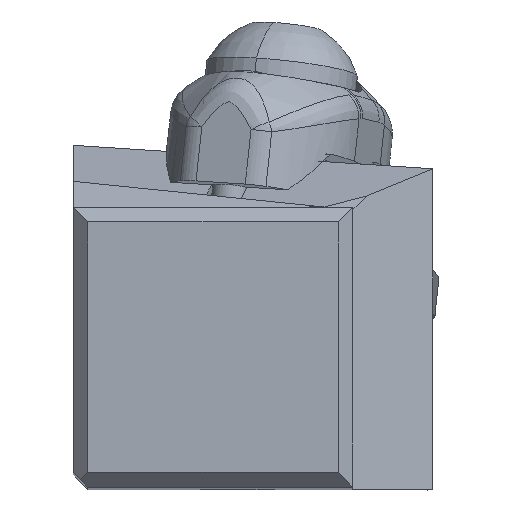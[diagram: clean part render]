
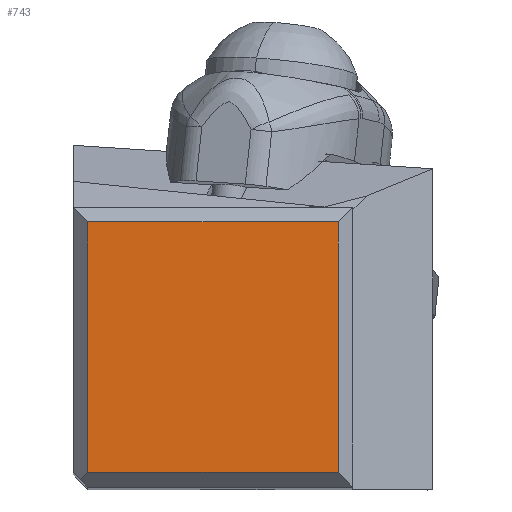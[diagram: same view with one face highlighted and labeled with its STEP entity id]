
A CAD part, top view. The second image highlights one B-rep face of the part: STEP entity #743.
In plain terms, the highlighted planar face has unit normal (0, 0, 1).
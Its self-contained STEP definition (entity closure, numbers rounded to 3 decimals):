
#484=FACE_OUTER_BOUND('',#1134,.T.);
#743=ADVANCED_FACE('',(#484),#997,.T.);
#997=PLANE('',#4869);
#1134=EDGE_LOOP('',(#1837,#1838,#1839,#1840));
#1837=ORIENTED_EDGE('',*,*,#3564,.F.);
#1838=ORIENTED_EDGE('',*,*,#3568,.T.);
#1839=ORIENTED_EDGE('',*,*,#3454,.F.);
#1840=ORIENTED_EDGE('',*,*,#3567,.F.);
#3010=VERTEX_POINT('',#6538);
#3011=VERTEX_POINT('',#6540);
#3082=VERTEX_POINT('',#6769);
#3083=VERTEX_POINT('',#6771);
#3454=EDGE_CURVE('',#3010,#3011,#4146,.T.);
#3564=EDGE_CURVE('',#3082,#3083,#4221,.T.);
#3567=EDGE_CURVE('',#3083,#3010,#4224,.T.);
#3568=EDGE_CURVE('',#3082,#3011,#4225,.T.);
#4146=LINE('',#6539,#4405);
#4221=LINE('',#6770,#4480);
#4224=LINE('',#6775,#4483);
#4225=LINE('',#6777,#4484);
#4405=VECTOR('',#5321,1.);
#4480=VECTOR('',#5532,1.);
#4483=VECTOR('',#5537,1.);
#4484=VECTOR('',#5540,1.);
#4869=AXIS2_PLACEMENT_3D('',#6778,#5541,#5542);
#5321=DIRECTION('',(-1.,0.,0.));
#5532=DIRECTION('',(1.,0.,0.));
#5537=DIRECTION('',(0.,-1.,0.));
#5540=DIRECTION('',(0.,-1.,0.));
#5541=DIRECTION('',(0.,0.,1.));
#5542=DIRECTION('',(1.,0.,0.));
#6538=CARTESIAN_POINT('',(18.05,1.,0.));
#6539=CARTESIAN_POINT('',(18.05,1.,0.));
#6540=CARTESIAN_POINT('',(1.,1.,0.));
#6769=CARTESIAN_POINT('',(1.,18.05,0.));
#6770=CARTESIAN_POINT('',(1.,18.05,0.));
#6771=CARTESIAN_POINT('',(18.05,18.05,0.));
#6775=CARTESIAN_POINT('',(18.05,18.05,0.));
#6777=CARTESIAN_POINT('',(1.,18.05,0.));
#6778=CARTESIAN_POINT('',(9.525,9.525,0.));
